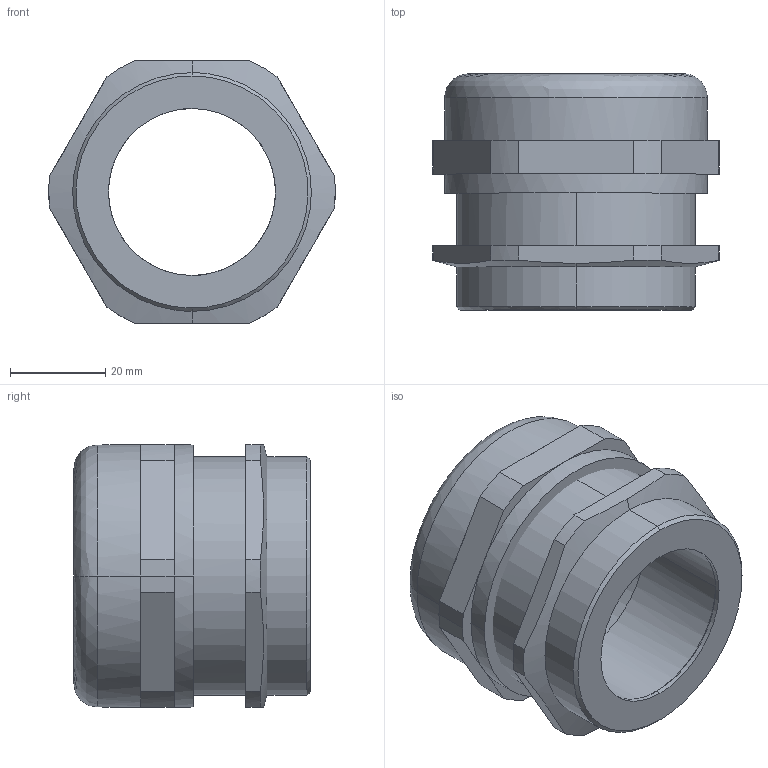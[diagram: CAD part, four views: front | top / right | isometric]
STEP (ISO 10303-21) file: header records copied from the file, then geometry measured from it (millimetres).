
FILE_DESCRIPTION(/* description */ (''),/* implementation_level */ '2;1');
FILE_NAME(/* name */ '2086227',/* time_stamp */ '2016-02-12T15:32:00+01:00',/* author */ (''),/* organization */ (''),/* preprocessor_version */ 'ST-DEVELOPER v15',/* originating_system */ '',/* authorisation */ '');
FILE_SCHEMA (('CONFIG_CONTROL_DESIGN'));
Length unit declared in the file: millimetre
Products named in the file (2): Document; Block 01
Assembly tree (1 placements, depth 2):
  Document
    Block 01
Bounding box: 60 x 49.5 x 55 mm (x, y, z)
Volume: 50825.2 mm3; surface area: 33920.7 mm2
Topology: 3 solids, 3 shells, 83 faces, 199 edges, 126 vertices
Faces by surface type: bspline 49, plane 34
Entity records: 3033 total; most frequent: CARTESIAN_POINT 1664, ORIENTED_EDGE 398, EDGE_CURVE 199, VERTEX_POINT 126, EDGE_LOOP 93, B_SPLINE_CURVE_WITH_KNOTS 87, ADVANCED_FACE 83, FACE_OUTER_BOUND 83
